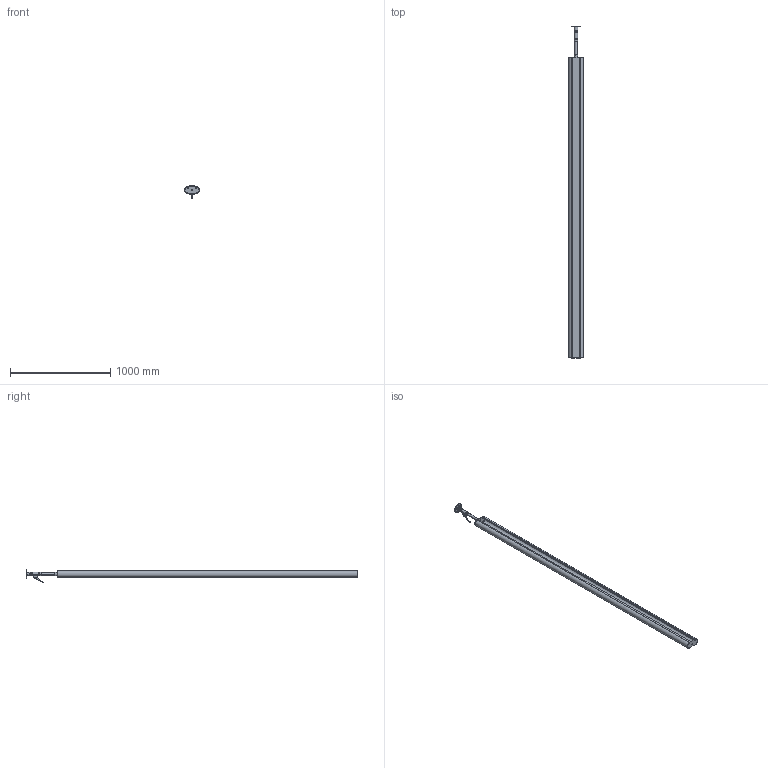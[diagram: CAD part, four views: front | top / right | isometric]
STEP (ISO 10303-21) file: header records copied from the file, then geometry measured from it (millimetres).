
FILE_DESCRIPTION (( 'STEP AP214' ), '1' );
FILE_NAME ('6289088.stp', '2016-06-22T07:05:39', ( '' ), ( '' ), 'SwSTEP 2.0', 'SolidWorks 2014', '' );
FILE_SCHEMA (( 'AUTOMOTIVE_DESIGN' ));
Length unit declared in the file: millimetre
Products named in the file (16): 076860_Standard; 6289088; 032501_Standard; 074001_L=3000; 05012554_Standard; 076842_Bohrung hinzu; 076843_bohrungen hinzu; 076844_Bohrung hinzu; 076845_Bohrung hinzu; 076846_Bohrung hinzu; 076848_Standard; 076847_Standard; 076849_Standard; 076850_Standard; 016583_Spring Pin ISO 13337 - 4 x 8 - St; 016582_DIN 913 - M5 x 6-C
Assembly tree (20 placements, depth 3):
  6289088
    032501_Standard  x2
    074001_L=3000
    05012554_Standard  x4
    076860_Standard
      076842_Bohrung hinzu
      076843_bohrungen hinzu
      076844_Bohrung hinzu
      076845_Bohrung hinzu
      076846_Bohrung hinzu
      076848_Standard
      076847_Standard
      076849_Standard
      076850_Standard
      016583_Spring Pin ISO 13337 - 4 x 8 - St  x2
      016582_DIN 913 - M5 x 6-C
Bounding box: 146 x 3319.88 x 139.42 mm (x, y, z)
Volume: 1882681.5 mm3; surface area: 2044913.5 mm2
Topology: 20 solids, 20 shells, 410 faces, 949 edges, 584 vertices
Faces by surface type: plane 210, cylinder 124, cone 62, sphere 8, bspline 4, torus 2
Entity records: 11219 total; most frequent: CARTESIAN_POINT 3911, DIRECTION 1508, ORIENTED_EDGE 1300, EDGE_CURVE 650, AXIS2_PLACEMENT_3D 589, VERTEX_POINT 416, LINE 330, VECTOR 330
